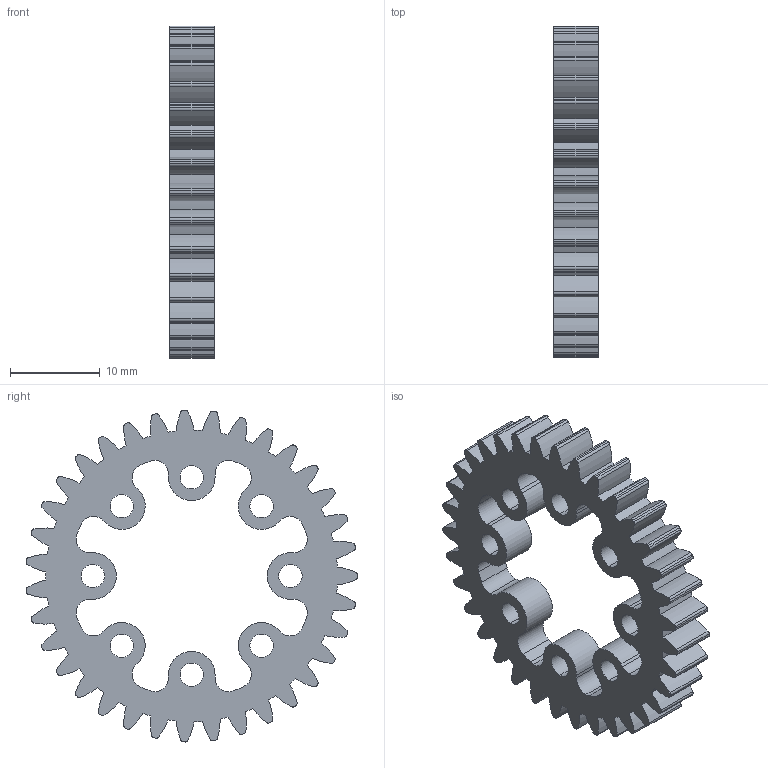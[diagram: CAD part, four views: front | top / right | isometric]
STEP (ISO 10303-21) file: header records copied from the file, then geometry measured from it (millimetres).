
FILE_DESCRIPTION (( 'STEP AP214' ), '1' );
FILE_NAME ('SH1035machined.STEP', '2017-09-26T09:39:41', ( '' ), ( '' ), 'SwSTEP 2.0', 'SolidWorks 2016', '' );
FILE_SCHEMA (( 'AUTOMOTIVE_DESIGN' ));
Length unit declared in the file: millimetre
Products named in the file (2): SH1035machined
Bounding box: 5 x 36.94 x 36.97 mm (x, y, z)
Volume: 2332.2 mm3; surface area: 3005.1 mm2
Topology: 1 solids, 1 shells, 302 faces, 897 edges, 598 vertices
Faces by surface type: cylinder 283, plane 19
Entity records: 10552 total; most frequent: DIRECTION 2071, CARTESIAN_POINT 1799, ORIENTED_EDGE 1794, EDGE_CURVE 897, AXIS2_PLACEMENT_3D 870, VERTEX_POINT 598, CIRCLE 566, VECTOR 331
